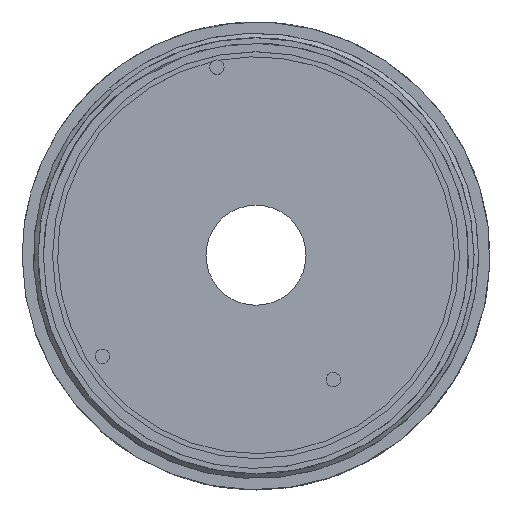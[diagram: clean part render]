
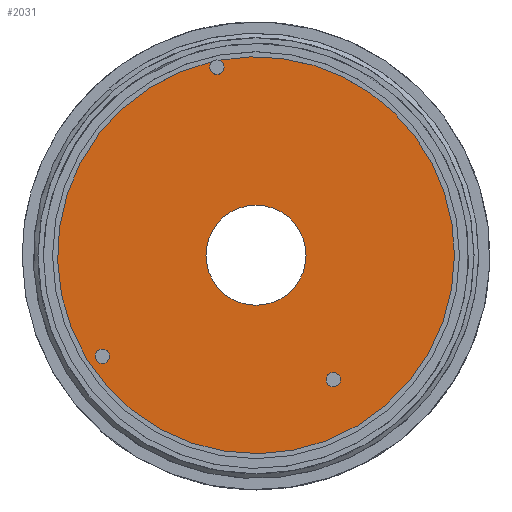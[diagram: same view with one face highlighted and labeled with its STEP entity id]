
A CAD part, top view. The second image highlights one B-rep face of the part: STEP entity #2031.
In plain terms, the highlighted planar face has unit normal (0, 0, 1).
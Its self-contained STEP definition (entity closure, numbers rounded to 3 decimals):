
#1179=CARTESIAN_POINT('',(206.732,-73.112,0.1));
#1180=VERTEX_POINT('',#1179);
#1187=CARTESIAN_POINT('',(206.106,-72.281,0.1));
#1188=VERTEX_POINT('',#1187);
#1189=CARTESIAN_POINT('',(205.867,-73.112,0.1));
#1190=DIRECTION('',(-0.,-0.,-1.));
#1191=DIRECTION('',(1.,0.,-0.));
#1192=AXIS2_PLACEMENT_3D('',#1189,#1190,#1191);
#1193=CIRCLE('',#1192,0.865);
#1194=EDGE_CURVE('',#1188,#1180,#1193,.T.);
#1213=CARTESIAN_POINT('',(205.317,-72.445,0.1));
#1214=VERTEX_POINT('',#1213);
#1221=CARTESIAN_POINT('',(205.867,-73.112,0.1));
#1222=DIRECTION('',(-0.,-0.,-1.));
#1223=DIRECTION('',(1.,0.,-0.));
#1224=AXIS2_PLACEMENT_3D('',#1221,#1222,#1223);
#1225=CIRCLE('',#1224,0.865);
#1226=EDGE_CURVE('',#1180,#1214,#1225,.T.);
#1973=CARTESIAN_POINT('',(0.,-66.,0.1));
#1974=DIRECTION('',(0.,0.,1.));
#1975=DIRECTION('',(0.,-1.,0.));
#1976=AXIS2_PLACEMENT_3D('',#1973,#1974,#1975);
#1977=PLANE('',#1976);
#1978=CARTESIAN_POINT('',(216.566,-95.659,0.1));
#1979=VERTEX_POINT('',#1978);
#1980=CARTESIAN_POINT('',(210.566,-95.659,0.1));
#1981=DIRECTION('',(0.,0.,1.));
#1982=DIRECTION('',(1.,0.,-0.));
#1983=AXIS2_PLACEMENT_3D('',#1980,#1981,#1982);
#1984=CIRCLE('',#1983,6.);
#1985=EDGE_CURVE('',#1979,#1979,#1984,.T.);
#1986=ORIENTED_EDGE('',*,*,#1985,.F.);
#1987=EDGE_LOOP('',(#1986));
#1988=FACE_BOUND('',#1987,.T.);
#1989=CARTESIAN_POINT('',(234.366,-95.659,0.1));
#1990=VERTEX_POINT('',#1989);
#1991=CARTESIAN_POINT('',(210.566,-95.659,0.1));
#1992=DIRECTION('',(0.,0.,1.));
#1993=DIRECTION('',(1.,0.,-0.));
#1994=AXIS2_PLACEMENT_3D('',#1991,#1992,#1993);
#1995=CIRCLE('',#1994,23.8);
#1996=EDGE_CURVE('',#1214,#1990,#1995,.T.);
#1997=ORIENTED_EDGE('',*,*,#1996,.T.);
#1998=CARTESIAN_POINT('',(210.566,-95.659,0.1));
#1999=DIRECTION('',(0.,0.,1.));
#2000=DIRECTION('',(1.,0.,-0.));
#2001=AXIS2_PLACEMENT_3D('',#1998,#1999,#2000);
#2002=CIRCLE('',#2001,23.8);
#2003=EDGE_CURVE('',#1990,#1188,#2002,.T.);
#2004=ORIENTED_EDGE('',*,*,#2003,.T.);
#2005=ORIENTED_EDGE('',*,*,#1194,.T.);
#2006=ORIENTED_EDGE('',*,*,#1226,.T.);
#2007=EDGE_LOOP('',(#1997,#2004,#2005,#2006));
#2008=FACE_BOUND('',#2007,.T.);
#2009=CARTESIAN_POINT('',(220.702,-110.577,0.1));
#2010=VERTEX_POINT('',#2009);
#2011=CARTESIAN_POINT('',(219.837,-110.577,0.1));
#2012=DIRECTION('',(0.,0.,1.));
#2013=DIRECTION('',(1.,0.,-0.));
#2014=AXIS2_PLACEMENT_3D('',#2011,#2012,#2013);
#2015=CIRCLE('',#2014,0.865);
#2016=EDGE_CURVE('',#2010,#2010,#2015,.T.);
#2017=ORIENTED_EDGE('',*,*,#2016,.F.);
#2018=EDGE_LOOP('',(#2017));
#2019=FACE_BOUND('',#2018,.T.);
#2020=CARTESIAN_POINT('',(193.016,-107.783,0.1));
#2021=VERTEX_POINT('',#2020);
#2022=CARTESIAN_POINT('',(192.151,-107.783,0.1));
#2023=DIRECTION('',(0.,0.,1.));
#2024=DIRECTION('',(1.,0.,-0.));
#2025=AXIS2_PLACEMENT_3D('',#2022,#2023,#2024);
#2026=CIRCLE('',#2025,0.865);
#2027=EDGE_CURVE('',#2021,#2021,#2026,.T.);
#2028=ORIENTED_EDGE('',*,*,#2027,.F.);
#2029=EDGE_LOOP('',(#2028));
#2030=FACE_BOUND('',#2029,.T.);
#2031=ADVANCED_FACE('',(#1988,#2008,#2019,#2030),#1977,.T.);
